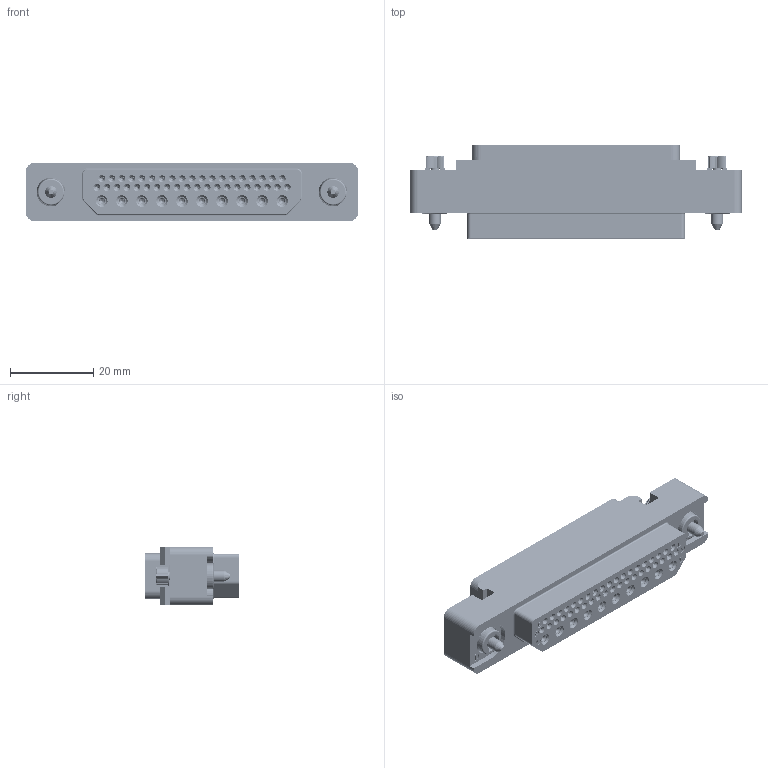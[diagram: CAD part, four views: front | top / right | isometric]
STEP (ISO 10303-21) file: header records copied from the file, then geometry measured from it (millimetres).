
FILE_DESCRIPTION((''),'2;1');
FILE_NAME('1900ND03S1A00E','2020-08-03T',('presta_be4'),(''),'CREO PARAMETRIC BY PTC INC, 2018360','CREO PARAMETRIC BY PTC INC, 2018360','');
FILE_SCHEMA(('CONFIG_CONTROL_DESIGN'));
Products named in the file (1): 1900ND03S1A00E
Bounding box: 80 x 22.52 x 14 mm (x, y, z)
Volume: 14236.5 mm3; surface area: 22715 mm2
Topology: 13 solids, 13 shells, 8879 faces, 22168 edges, 13588 vertices
Faces by surface type: plane 3150, cylinder 2830, torus 1456, cone 1213, sphere 156, bspline 46, extrusion 28
Entity records: 293818 total; most frequent: CARTESIAN_POINT 80630, DIRECTION 46048, ORIENTED_EDGE 43936, EDGE_CURVE 21968, AXIS2_PLACEMENT_3D 17890, VERTEX_POINT 13588, VECTOR 10268, LINE 10240
